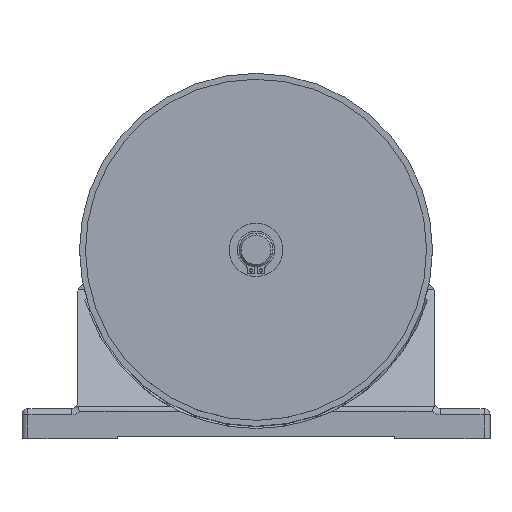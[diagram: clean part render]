
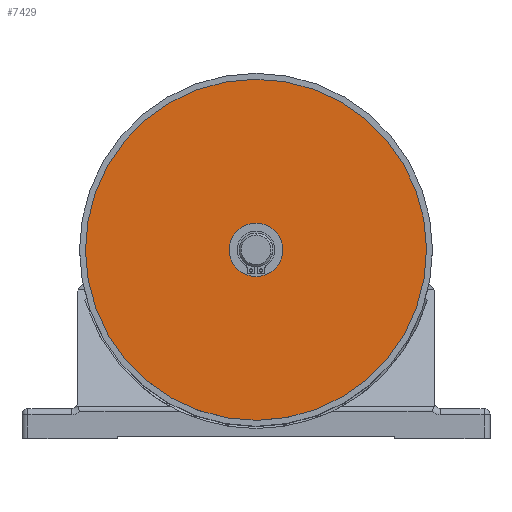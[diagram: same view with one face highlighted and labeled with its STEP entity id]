
A CAD part, top view. The second image highlights one B-rep face of the part: STEP entity #7429.
In plain terms, the highlighted planar face has unit normal (0, 0, 1).
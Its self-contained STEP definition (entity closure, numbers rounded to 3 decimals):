
#175 = VERTEX_POINT ( 'NONE', #4240 ) ;
#477 = VERTEX_POINT ( 'NONE', #5153 ) ;
#546 = CARTESIAN_POINT ( 'NONE',  ( 0., 0., 30.4 ) ) ;
#683 = EDGE_LOOP ( 'NONE', ( #6956, #5304 ) ) ;
#721 = DIRECTION ( 'NONE',  ( -0.506, 0.863, 0. ) ) ;
#1057 = CARTESIAN_POINT ( 'NONE',  ( 0., 0., 30.4 ) ) ;
#1129 = CIRCLE ( 'NONE', #1859, 13.5 ) ;
#1208 = EDGE_LOOP ( 'NONE', ( #2060, #6114 ) ) ;
#1443 = EDGE_CURVE ( 'NONE', #3656, #477, #4692, .T. ) ;
#1466 = CARTESIAN_POINT ( 'NONE',  ( 0., 0., 30.4 ) ) ;
#1859 = AXIS2_PLACEMENT_3D ( 'NONE', #3118, #5952, #721 ) ;
#2060 = ORIENTED_EDGE ( 'NONE', *, *, #5957, .F. ) ;
#2145 = DIRECTION ( 'NONE',  ( -0.506, 0.863, 0. ) ) ;
#2382 = AXIS2_PLACEMENT_3D ( 'NONE', #2561, #5497, #4893 ) ;
#2458 = EDGE_CURVE ( 'NONE', #477, #3656, #6778, .T. ) ;
#2561 = CARTESIAN_POINT ( 'NONE',  ( 0., 0., 30.4 ) ) ;
#2646 = DIRECTION ( 'NONE',  ( 0., 0., 1. ) ) ;
#2821 = FACE_OUTER_BOUND ( 'NONE', #683, .T. ) ;
#2882 = DIRECTION ( 'NONE',  ( 0., 0., 1. ) ) ;
#2962 = CIRCLE ( 'NONE', #6019, 13.5 ) ;
#3118 = CARTESIAN_POINT ( 'NONE',  ( 0., 0., 30.4 ) ) ;
#3377 = DIRECTION ( 'NONE',  ( -0.506, 0.863, 0. ) ) ;
#3553 = CARTESIAN_POINT ( 'NONE',  ( 0., 13.5, 30.4 ) ) ;
#3656 = VERTEX_POINT ( 'NONE', #6044 ) ;
#3754 = DIRECTION ( 'NONE',  ( -0.506, 0.863, 0. ) ) ;
#3889 = FACE_BOUND ( 'NONE', #1208, .T. ) ;
#3967 = VERTEX_POINT ( 'NONE', #3553 ) ;
#4240 = CARTESIAN_POINT ( 'NONE',  ( 0., -13.5, 30.4 ) ) ;
#4463 = AXIS2_PLACEMENT_3D ( 'NONE', #1057, #2882, #3377 ) ;
#4540 = AXIS2_PLACEMENT_3D ( 'NONE', #546, #6216, #2145 ) ;
#4692 = CIRCLE ( 'NONE', #2382, 86. ) ;
#4893 = DIRECTION ( 'NONE',  ( -0.506, 0.863, 0. ) ) ;
#5012 = EDGE_CURVE ( 'NONE', #3967, #175, #1129, .T. ) ;
#5049 = PLANE ( 'NONE',  #4540 ) ;
#5153 = CARTESIAN_POINT ( 'NONE',  ( -43.488, 74.194, 30.4 ) ) ;
#5304 = ORIENTED_EDGE ( 'NONE', *, *, #2458, .T. ) ;
#5497 = DIRECTION ( 'NONE',  ( 0., 0., 1. ) ) ;
#5952 = DIRECTION ( 'NONE',  ( 0., 0., 1. ) ) ;
#5957 = EDGE_CURVE ( 'NONE', #175, #3967, #2962, .T. ) ;
#6019 = AXIS2_PLACEMENT_3D ( 'NONE', #1466, #2646, #3754 ) ;
#6044 = CARTESIAN_POINT ( 'NONE',  ( 43.488, -74.194, 30.4 ) ) ;
#6114 = ORIENTED_EDGE ( 'NONE', *, *, #5012, .F. ) ;
#6216 = DIRECTION ( 'NONE',  ( 0., 0., 1. ) ) ;
#6778 = CIRCLE ( 'NONE', #4463, 86. ) ;
#6956 = ORIENTED_EDGE ( 'NONE', *, *, #1443, .T. ) ;
#7429 = ADVANCED_FACE ( 'NONE', ( #2821, #3889 ), #5049, .T. ) ;
